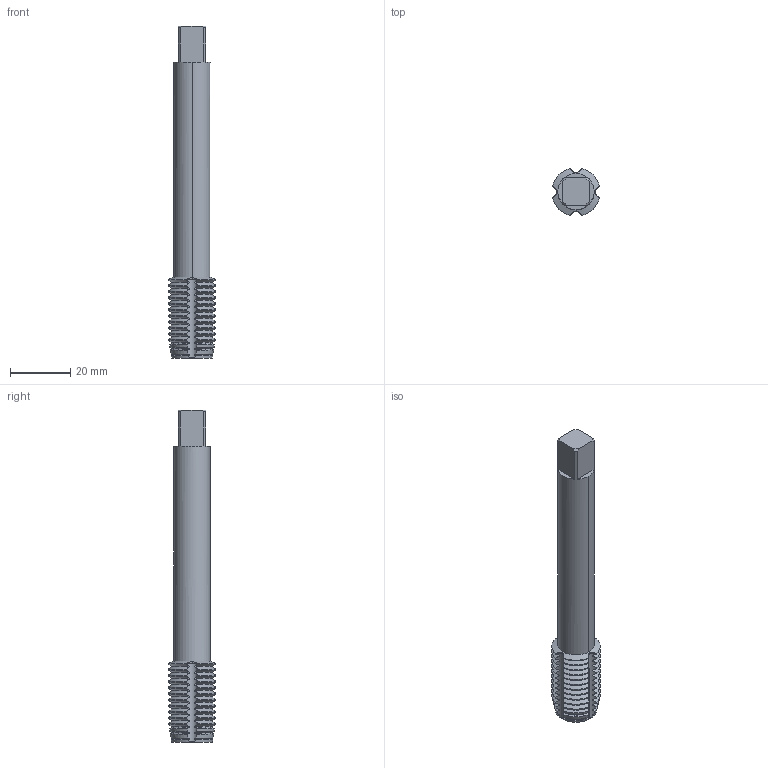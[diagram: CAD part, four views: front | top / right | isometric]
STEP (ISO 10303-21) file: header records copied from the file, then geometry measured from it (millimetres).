
FILE_DESCRIPTION(('no description'),'unknown implementation level');
FILE_NAME('solidTbNx4Gg_l3Ri7QHBnQ82iwaf0sA_1.STP',' ',('CIMSOURCE GmbH'),('CADClick - KiM GmbH - www.kimweb.de'),'unknown preprocess','ACIS','unknown authorization');
FILE_SCHEMA(('automotive_design'));
Length unit declared in the file: millimetre
Products named in the file (2): 1; 2
Bounding box: 15.6 x 15.6 x 110 mm (x, y, z)
Volume: 13331.4 mm3; surface area: 7450 mm2
Topology: 2 solids, 2 shells, 273 faces, 799 edges, 530 vertices
Faces by surface type: cone 130, cylinder 118, plane 17, torus 8
Entity records: 19608 total; most frequent: CARTESIAN_POINT 3767, STYLED_ITEM 1604, PRESENTATION_STYLE_ASSIGNMENT 1604, COLOUR_RGB 1604, ORIENTED_EDGE 1598, DIRECTION 1351, EDGE_CURVE 799, CURVE_STYLE 799
